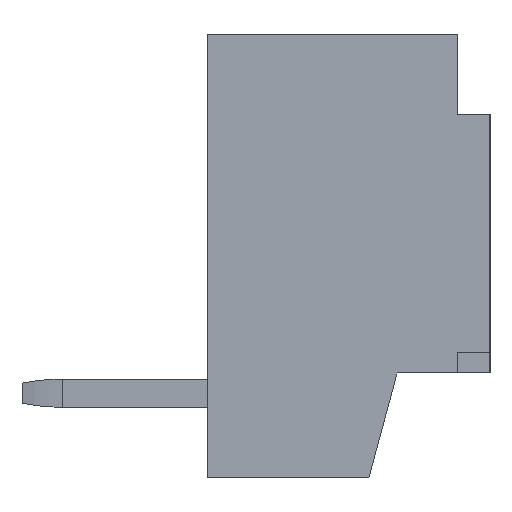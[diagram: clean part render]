
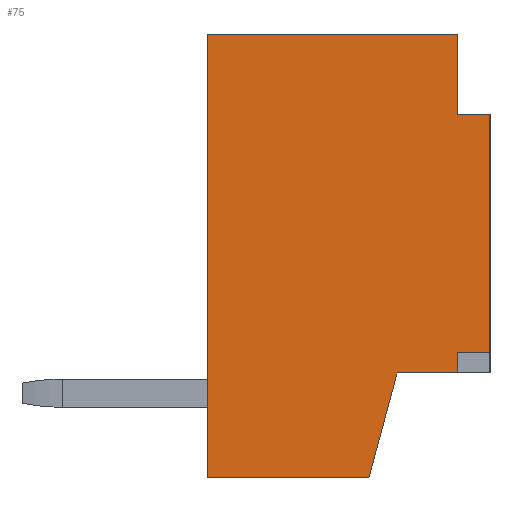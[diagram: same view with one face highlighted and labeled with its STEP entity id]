
A CAD part, left-side view. The second image highlights one B-rep face of the part: STEP entity #75.
In plain terms, the highlighted planar face has unit normal (-1, 0, 0).
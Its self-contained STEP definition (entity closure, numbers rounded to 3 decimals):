
#75=ADVANCED_FACE('',(#435),#436,.T.);
#435=FACE_OUTER_BOUND('',#1140,.T.);
#436=PLANE('',#1141);
#1140=EDGE_LOOP('',(#3809,#3810,#3811,#3812,#3813,#3814,#3815,#3816,#3817,#3818));
#1141=AXIS2_PLACEMENT_3D('',#3819,#3820,#3821);
#3809=ORIENTED_EDGE('',*,*,#6408,.F.);
#3810=ORIENTED_EDGE('',*,*,#6409,.T.);
#3811=ORIENTED_EDGE('',*,*,#6410,.T.);
#3812=ORIENTED_EDGE('',*,*,#6411,.F.);
#3813=ORIENTED_EDGE('',*,*,#6412,.F.);
#3814=ORIENTED_EDGE('',*,*,#6413,.F.);
#3815=ORIENTED_EDGE('',*,*,#6394,.T.);
#3816=ORIENTED_EDGE('',*,*,#6404,.T.);
#3817=ORIENTED_EDGE('',*,*,#6414,.F.);
#3818=ORIENTED_EDGE('',*,*,#6415,.T.);
#3819=CARTESIAN_POINT('',(-6.5,1.75,-2.75));
#3820=DIRECTION('',(-1.0,0.0,0.0));
#3821=DIRECTION('',(0.0,0.0,1.0));
#6394=EDGE_CURVE('',#7348,#7349,#7350,.T.);
#6404=EDGE_CURVE('',#7349,#7366,#7368,.T.);
#6408=EDGE_CURVE('',#7374,#7375,#7376,.T.);
#6409=EDGE_CURVE('',#7374,#7377,#7378,.T.);
#6410=EDGE_CURVE('',#7377,#7379,#7380,.T.);
#6411=EDGE_CURVE('',#7381,#7379,#7382,.T.);
#6412=EDGE_CURVE('',#7383,#7381,#7384,.T.);
#6413=EDGE_CURVE('',#7348,#7383,#7385,.T.);
#6414=EDGE_CURVE('',#7386,#7366,#7387,.T.);
#6415=EDGE_CURVE('',#7386,#7375,#7388,.T.);
#7348=VERTEX_POINT('',#8822);
#7349=VERTEX_POINT('',#8823);
#7350=LINE('',#8824,#8825);
#7366=VERTEX_POINT('',#8849);
#7368=LINE('',#8852,#8853);
#7374=VERTEX_POINT('',#8862);
#7375=VERTEX_POINT('',#8863);
#7376=LINE('',#8864,#8865);
#7377=VERTEX_POINT('',#8866);
#7378=LINE('',#8867,#8868);
#7379=VERTEX_POINT('',#8869);
#7380=LINE('',#8870,#8871);
#7381=VERTEX_POINT('',#8872);
#7382=LINE('',#8873,#8874);
#7383=VERTEX_POINT('',#8875);
#7384=LINE('',#8876,#8877);
#7385=LINE('',#8878,#8879);
#7386=VERTEX_POINT('',#8880);
#7387=LINE('',#8881,#8882);
#7388=LINE('',#8883,#8884);
#8822=CARTESIAN_POINT('',(-6.5,1.75,-2.75));
#8823=CARTESIAN_POINT('',(-6.5,-0.25,-2.75));
#8824=CARTESIAN_POINT('',(-6.5,1.75,-2.75));
#8825=VECTOR('',#11340,2.0);
#8849=CARTESIAN_POINT('',(-6.5,-0.598,-1.45));
#8852=CARTESIAN_POINT('',(-6.5,-0.25,-2.75));
#8853=VECTOR('',#11350,1.346);
#8862=CARTESIAN_POINT('',(-6.5,-1.75,-1.2));
#8863=CARTESIAN_POINT('',(-6.5,-1.35,-1.2));
#8864=CARTESIAN_POINT('',(-6.5,-1.75,-1.2));
#8865=VECTOR('',#11354,0.4);
#8866=CARTESIAN_POINT('',(-6.5,-1.75,1.75));
#8867=CARTESIAN_POINT('',(-6.5,-1.75,-1.2));
#8868=VECTOR('',#11355,2.95);
#8869=CARTESIAN_POINT('',(-6.5,-1.35,1.75));
#8870=CARTESIAN_POINT('',(-6.5,-1.75,1.75));
#8871=VECTOR('',#11356,0.4);
#8872=CARTESIAN_POINT('',(-6.5,-1.35,2.75));
#8873=CARTESIAN_POINT('',(-6.5,-1.35,2.75));
#8874=VECTOR('',#11357,1.0);
#8875=CARTESIAN_POINT('',(-6.5,1.75,2.75));
#8876=CARTESIAN_POINT('',(-6.5,1.75,2.75));
#8877=VECTOR('',#11358,3.1);
#8878=CARTESIAN_POINT('',(-6.5,1.75,-2.75));
#8879=VECTOR('',#11359,5.5);
#8880=CARTESIAN_POINT('',(-6.5,-1.35,-1.45));
#8881=CARTESIAN_POINT('',(-6.5,-1.35,-1.45));
#8882=VECTOR('',#11360,0.752);
#8883=CARTESIAN_POINT('',(-6.5,-1.35,-1.45));
#8884=VECTOR('',#11361,0.25);
#11340=DIRECTION('',(0.0,-1.0,0.0));
#11350=DIRECTION('',(0.0,-0.259,0.966));
#11354=DIRECTION('',(0.0,1.0,0.0));
#11355=DIRECTION('',(0.0,0.0,1.0));
#11356=DIRECTION('',(0.0,1.0,0.0));
#11357=DIRECTION('',(0.0,0.0,-1.0));
#11358=DIRECTION('',(0.0,-1.0,0.0));
#11359=DIRECTION('',(0.0,0.0,1.0));
#11360=DIRECTION('',(0.0,1.0,0.0));
#11361=DIRECTION('',(0.0,0.0,1.0));
